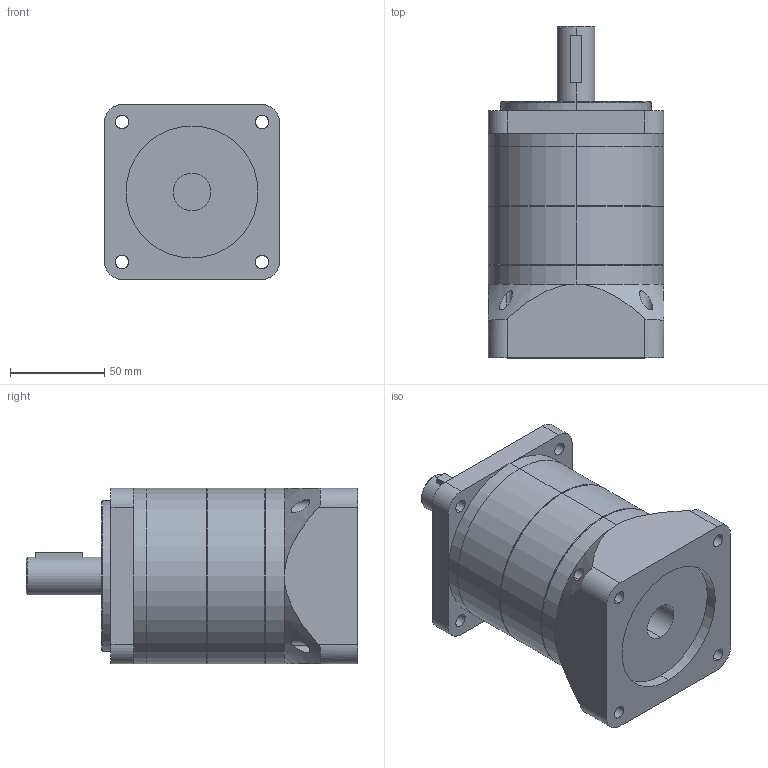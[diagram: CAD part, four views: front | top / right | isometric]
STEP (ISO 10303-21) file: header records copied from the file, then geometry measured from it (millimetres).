
FILE_DESCRIPTION (( 'STEP AP214' ), '1' );
FILE_NAME ('S93-L2.STEP', '2019-10-04T02:40:38', ( '' ), ( '' ), 'SwSTEP 2.0', 'SolidWorks 2018', '' );
FILE_SCHEMA (( 'AUTOMOTIVE_DESIGN' ));
Length unit declared in the file: millimetre
Products named in the file (1): S93-L2
Bounding box: 93 x 176 x 93 mm (x, y, z)
Volume: 962405.9 mm3; surface area: 111753.4 mm2
Topology: 4 solids, 4 shells, 89 faces, 209 edges, 131 vertices
Faces by surface type: cylinder 42, plane 33, cone 14
Entity records: 3056 total; most frequent: CARTESIAN_POINT 868, DIRECTION 459, ORIENTED_EDGE 414, EDGE_CURVE 207, AXIS2_PLACEMENT_3D 186, VERTEX_POINT 131, EDGE_LOOP 110, CIRCLE 96
